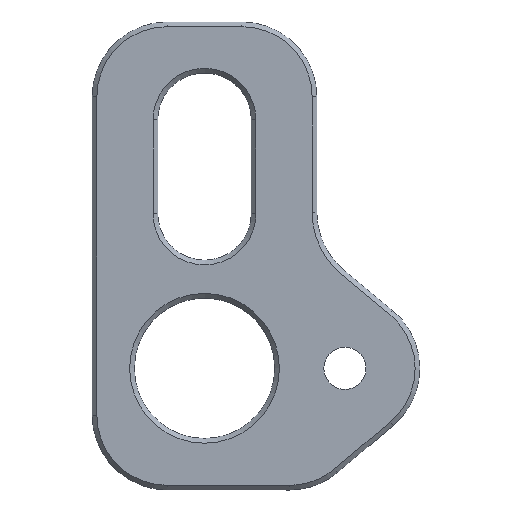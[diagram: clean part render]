
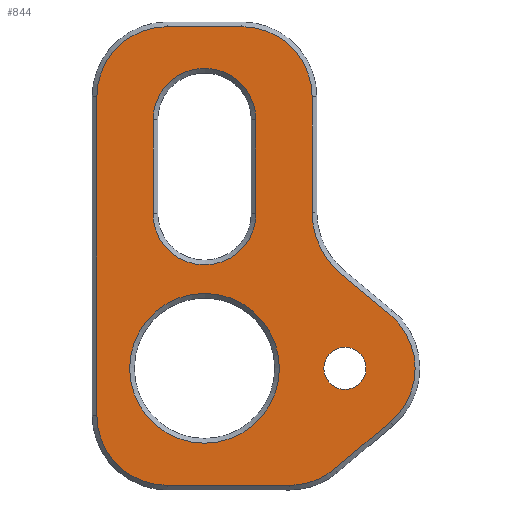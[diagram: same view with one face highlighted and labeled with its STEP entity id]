
A CAD part, front view. The second image highlights one B-rep face of the part: STEP entity #844.
In plain terms, the highlighted planar face has unit normal (0, -1, 0).
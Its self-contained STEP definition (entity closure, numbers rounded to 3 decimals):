
#18=FACE_BOUND('',#131,.T.);
#19=FACE_BOUND('',#132,.T.);
#20=FACE_BOUND('',#133,.T.);
#22=PLANE('',#931);
#73=FACE_OUTER_BOUND('',#130,.T.);
#130=EDGE_LOOP('',(#628,#629,#630,#631,#632,#633,#634,#635,#636,#637,#638,
#639));
#131=EDGE_LOOP('',(#640));
#132=EDGE_LOOP('',(#641,#642,#643,#644));
#133=EDGE_LOOP('',(#645));
#197=LINE('',#1351,#281);
#198=LINE('',#1355,#282);
#199=LINE('',#1359,#283);
#200=LINE('',#1363,#284);
#201=LINE('',#1367,#285);
#202=LINE('',#1370,#286);
#203=LINE('',#1372,#287);
#204=LINE('',#1375,#288);
#281=VECTOR('',#1075,1000.);
#282=VECTOR('',#1078,1000.);
#283=VECTOR('',#1081,1000.);
#284=VECTOR('',#1084,1000.);
#285=VECTOR('',#1087,1000.);
#286=VECTOR('',#1090,1000.);
#287=VECTOR('',#1091,1000.);
#288=VECTOR('',#1094,1000.);
#348=CIRCLE('',#906,2.25);
#353=CIRCLE('',#913,8.);
#357=CIRCLE('',#919,5.5);
#366=CIRCLE('',#932,7.501);
#367=CIRCLE('',#933,8.5);
#368=CIRCLE('',#934,7.5);
#369=CIRCLE('',#935,7.5);
#370=CIRCLE('',#936,7.5);
#371=CIRCLE('',#937,7.5);
#372=CIRCLE('',#938,5.5);
#387=VERTEX_POINT('',#1273);
#392=VERTEX_POINT('',#1287);
#399=VERTEX_POINT('',#1303);
#400=VERTEX_POINT('',#1305);
#417=VERTEX_POINT('',#1347);
#418=VERTEX_POINT('',#1348);
#419=VERTEX_POINT('',#1350);
#420=VERTEX_POINT('',#1352);
#421=VERTEX_POINT('',#1354);
#422=VERTEX_POINT('',#1356);
#423=VERTEX_POINT('',#1358);
#424=VERTEX_POINT('',#1360);
#425=VERTEX_POINT('',#1362);
#426=VERTEX_POINT('',#1364);
#427=VERTEX_POINT('',#1366);
#428=VERTEX_POINT('',#1368);
#429=VERTEX_POINT('',#1371);
#430=VERTEX_POINT('',#1373);
#459=EDGE_CURVE('',#387,#387,#348,.T.);
#466=EDGE_CURVE('',#392,#392,#353,.T.);
#473=EDGE_CURVE('',#400,#399,#357,.T.);
#494=EDGE_CURVE('',#417,#418,#366,.T.);
#495=EDGE_CURVE('',#418,#419,#197,.T.);
#496=EDGE_CURVE('',#419,#420,#367,.T.);
#497=EDGE_CURVE('',#420,#421,#198,.T.);
#498=EDGE_CURVE('',#421,#422,#368,.T.);
#499=EDGE_CURVE('',#422,#423,#199,.T.);
#500=EDGE_CURVE('',#423,#424,#369,.T.);
#501=EDGE_CURVE('',#424,#425,#200,.T.);
#502=EDGE_CURVE('',#425,#426,#370,.T.);
#503=EDGE_CURVE('',#426,#427,#201,.T.);
#504=EDGE_CURVE('',#427,#428,#371,.T.);
#505=EDGE_CURVE('',#428,#417,#202,.T.);
#506=EDGE_CURVE('',#399,#429,#203,.T.);
#507=EDGE_CURVE('',#429,#430,#372,.T.);
#508=EDGE_CURVE('',#430,#400,#204,.T.);
#628=ORIENTED_EDGE('',*,*,#494,.T.);
#629=ORIENTED_EDGE('',*,*,#495,.T.);
#630=ORIENTED_EDGE('',*,*,#496,.T.);
#631=ORIENTED_EDGE('',*,*,#497,.T.);
#632=ORIENTED_EDGE('',*,*,#498,.T.);
#633=ORIENTED_EDGE('',*,*,#499,.T.);
#634=ORIENTED_EDGE('',*,*,#500,.T.);
#635=ORIENTED_EDGE('',*,*,#501,.T.);
#636=ORIENTED_EDGE('',*,*,#502,.T.);
#637=ORIENTED_EDGE('',*,*,#503,.T.);
#638=ORIENTED_EDGE('',*,*,#504,.T.);
#639=ORIENTED_EDGE('',*,*,#505,.T.);
#640=ORIENTED_EDGE('',*,*,#459,.T.);
#641=ORIENTED_EDGE('',*,*,#506,.T.);
#642=ORIENTED_EDGE('',*,*,#507,.T.);
#643=ORIENTED_EDGE('',*,*,#508,.T.);
#644=ORIENTED_EDGE('',*,*,#473,.T.);
#645=ORIENTED_EDGE('',*,*,#466,.T.);
#844=ADVANCED_FACE('',(#73,#18,#19,#20),#22,.F.);
#906=AXIS2_PLACEMENT_3D('',#1275,#1004,#1005);
#913=AXIS2_PLACEMENT_3D('',#1289,#1020,#1021);
#919=AXIS2_PLACEMENT_3D('',#1306,#1035,#1036);
#931=AXIS2_PLACEMENT_3D('',#1346,#1071,#1072);
#932=AXIS2_PLACEMENT_3D('',#1349,#1073,#1074);
#933=AXIS2_PLACEMENT_3D('',#1353,#1076,#1077);
#934=AXIS2_PLACEMENT_3D('',#1357,#1079,#1080);
#935=AXIS2_PLACEMENT_3D('',#1361,#1082,#1083);
#936=AXIS2_PLACEMENT_3D('',#1365,#1085,#1086);
#937=AXIS2_PLACEMENT_3D('',#1369,#1088,#1089);
#938=AXIS2_PLACEMENT_3D('',#1374,#1092,#1093);
#1004=DIRECTION('center_axis',(0.,1.,0.));
#1005=DIRECTION('ref_axis',(0.,0.,1.));
#1020=DIRECTION('center_axis',(0.,1.,0.));
#1021=DIRECTION('ref_axis',(0.,0.,1.));
#1035=DIRECTION('center_axis',(0.,1.,0.));
#1036=DIRECTION('ref_axis',(0.,0.,1.));
#1071=DIRECTION('center_axis',(0.,1.,0.));
#1072=DIRECTION('ref_axis',(0.,0.,1.));
#1073=DIRECTION('center_axis',(0.,-1.,0.));
#1074=DIRECTION('ref_axis',(0.,0.,1.));
#1075=DIRECTION('',(-0.768,0.,0.64));
#1076=DIRECTION('center_axis',(0.,1.,0.));
#1077=DIRECTION('ref_axis',(0.,0.,1.));
#1078=DIRECTION('',(0.,0.,1.));
#1079=DIRECTION('center_axis',(0.,-1.,0.));
#1080=DIRECTION('ref_axis',(0.,0.,1.));
#1081=DIRECTION('',(-1.,0.,0.));
#1082=DIRECTION('center_axis',(0.,-1.,0.));
#1083=DIRECTION('ref_axis',(0.,0.,1.));
#1084=DIRECTION('',(0.,0.,-1.));
#1085=DIRECTION('center_axis',(0.,-1.,0.));
#1086=DIRECTION('ref_axis',(0.,0.,1.));
#1087=DIRECTION('',(1.,0.,0.));
#1088=DIRECTION('center_axis',(0.,-1.,0.));
#1089=DIRECTION('ref_axis',(0.,0.,1.));
#1090=DIRECTION('',(0.764,0.,0.645));
#1091=DIRECTION('',(0.,0.,1.));
#1092=DIRECTION('center_axis',(0.,1.,0.));
#1093=DIRECTION('ref_axis',(0.,0.,1.));
#1094=DIRECTION('',(0.,0.,-1.));
#1273=CARTESIAN_POINT('',(15.,0.,-39.25));
#1275=CARTESIAN_POINT('Origin',(15.,0.,-37.));
#1287=CARTESIAN_POINT('',(0.,0.,-29.));
#1289=CARTESIAN_POINT('Origin',(0.,0.,-37.));
#1303=CARTESIAN_POINT('',(-5.5,0.,-20.451));
#1305=CARTESIAN_POINT('',(5.5,0.,-20.451));
#1306=CARTESIAN_POINT('Origin',(0.,0.,-20.451));
#1346=CARTESIAN_POINT('Origin',(15.,0.,-37.));
#1347=CARTESIAN_POINT('',(19.837,0.,-42.732));
#1348=CARTESIAN_POINT('',(19.802,0.,-31.238));
#1349=CARTESIAN_POINT('Origin',(15.,0.,-37.));
#1350=CARTESIAN_POINT('',(14.558,0.,-26.868));
#1351=CARTESIAN_POINT('',(19.802,0.,-31.238));
#1352=CARTESIAN_POINT('',(11.5,0.,-20.339));
#1353=CARTESIAN_POINT('Origin',(20.,0.,-20.339));
#1354=CARTESIAN_POINT('',(11.5,0.,-8.));
#1355=CARTESIAN_POINT('',(11.5,0.,-37.));
#1356=CARTESIAN_POINT('',(4.,0.,-0.5));
#1357=CARTESIAN_POINT('Origin',(4.,0.,-8.));
#1358=CARTESIAN_POINT('',(-4.,0.,-0.5));
#1359=CARTESIAN_POINT('',(15.,0.,-0.5));
#1360=CARTESIAN_POINT('',(-11.5,0.,-8.));
#1361=CARTESIAN_POINT('Origin',(-4.,0.,-8.));
#1362=CARTESIAN_POINT('',(-11.5,0.,-42.));
#1363=CARTESIAN_POINT('',(-11.5,0.,-37.));
#1364=CARTESIAN_POINT('',(-4.,0.,-49.5));
#1365=CARTESIAN_POINT('Origin',(-4.,0.,-42.));
#1366=CARTESIAN_POINT('',(9.076,0.,-49.5));
#1367=CARTESIAN_POINT('',(15.,0.,-49.5));
#1368=CARTESIAN_POINT('',(13.912,0.,-47.732));
#1369=CARTESIAN_POINT('Origin',(9.076,0.,-42.));
#1370=CARTESIAN_POINT('',(19.837,0.,-42.732));
#1371=CARTESIAN_POINT('',(-5.5,0.,-10.451));
#1372=CARTESIAN_POINT('',(-5.5,0.,-10.451));
#1373=CARTESIAN_POINT('',(5.5,0.,-10.451));
#1374=CARTESIAN_POINT('Origin',(0.,0.,-10.451));
#1375=CARTESIAN_POINT('',(5.5,0.,-20.451));
